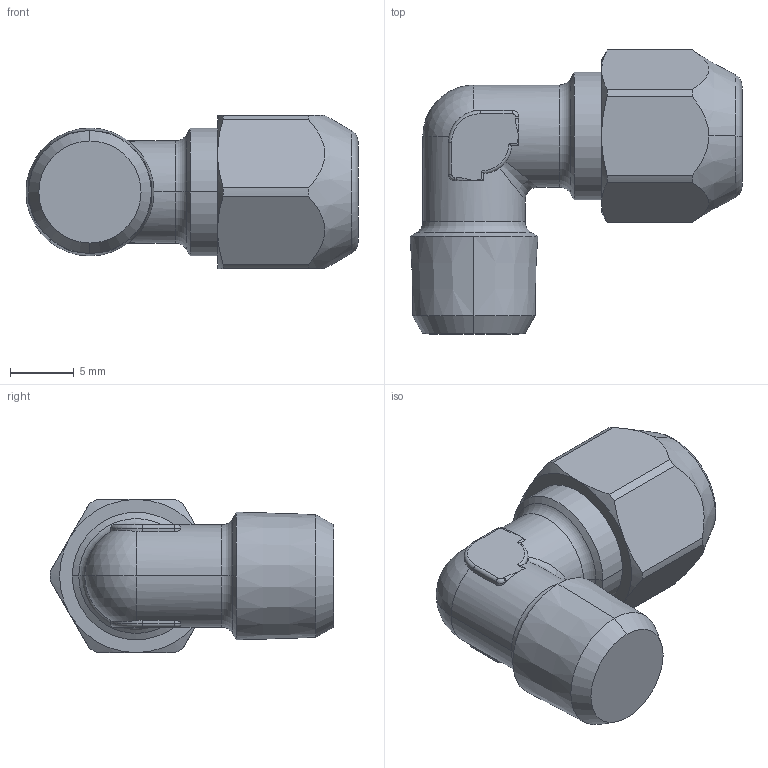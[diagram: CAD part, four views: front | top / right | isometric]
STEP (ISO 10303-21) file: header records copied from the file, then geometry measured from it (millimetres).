
FILE_DESCRIPTION (( 'STEP AP214' ), '1' );
FILE_NAME ('6110000003A.step', '2012-10-16T17:30:19', ( '' ), ( '' ), 'SwSTEP 2.0', 'SolidWorks 2012', '' );
FILE_SCHEMA (( 'AUTOMOTIVE_DESIGN' ));
Length unit declared in the file: millimetre
Products named in the file (1): 6110000003A
Bounding box: 26.01 x 22.25 x 12 mm (x, y, z)
Volume: 2789.4 mm3; surface area: 1319.3 mm2
Topology: 1 solids, 1 shells, 92 faces, 233 edges, 136 vertices
Faces by surface type: cylinder 32, plane 19, cone 16, torus 14, bspline 9, sphere 2
Entity records: 3121 total; most frequent: CARTESIAN_POINT 1011, ORIENTED_EDGE 450, DIRECTION 430, EDGE_CURVE 225, AXIS2_PLACEMENT_3D 181, VERTEX_POINT 136, CIRCLE 97, EDGE_LOOP 93
